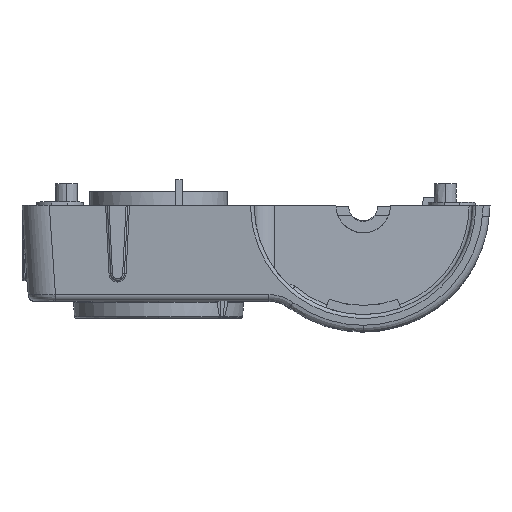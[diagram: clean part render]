
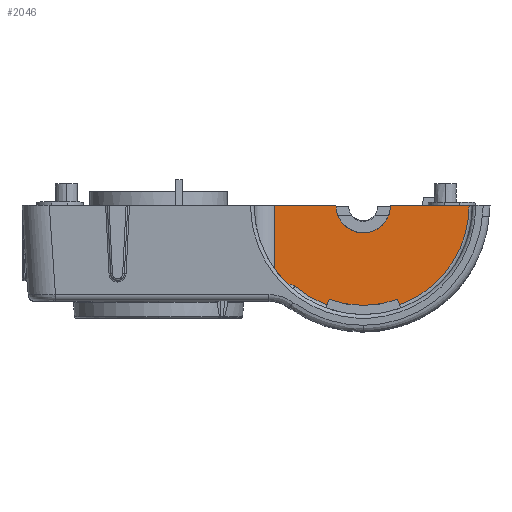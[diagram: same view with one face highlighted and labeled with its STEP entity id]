
A CAD part, top view. The second image highlights one B-rep face of the part: STEP entity #2046.
In plain terms, the highlighted planar face has unit normal (0, 0.009, 1).
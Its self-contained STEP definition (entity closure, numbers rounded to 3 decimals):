
#87 = DIRECTION ( 'NONE',  ( 1., 0., 0. ) ) ;
#102 = CARTESIAN_POINT ( 'NONE',  ( 0., -2.5, 7.5 ) ) ;
#963 = ORIENTED_EDGE ( 'NONE', *, *, #2965, .T. ) ;
#1351 = CARTESIAN_POINT ( 'NONE',  ( 20., -2.5, 7.5 ) ) ;
#1398 = CARTESIAN_POINT ( 'NONE',  ( 12., -2.5, 7.5 ) ) ;
#1431 = CARTESIAN_POINT ( 'NONE',  ( 12., -10.5, 7.57 ) ) ;
#1436 = CARTESIAN_POINT ( 'NONE',  ( 20., -10.5, 7.57 ) ) ;
#2037 = CARTESIAN_POINT ( 'NONE',  ( 31.5, -2.5, 7.5 ) ) ;
#2042 = CARTESIAN_POINT ( 'NONE',  ( 31.502, -11.113, 7.575 ) ) ;
#2046 = ADVANCED_FACE ( 'NONE', ( #9226 ), #2923, .T. ) ;
#2061 = CARTESIAN_POINT ( 'NONE',  ( 25.618, -17.402, 7.63 ) ) ;
#2131 = DIRECTION ( 'NONE',  ( 1., 0., 0. ) ) ;
#2197 = CARTESIAN_POINT ( 'NONE',  ( 0., -2.5, 7.5 ) ) ;
#2388 = CARTESIAN_POINT ( 'NONE',  ( 17.024, -17.971, 7.635 ) ) ;
#2425 = CARTESIAN_POINT ( 'NONE',  ( 14.976, -17.971, 7.635 ) ) ;
#2528 = CARTESIAN_POINT ( 'NONE',  ( 16.708, -16.59, 7.623 ) ) ;
#2685 = CARTESIAN_POINT ( 'NONE',  ( 15.292, -16.59, 7.623 ) ) ;
#2847 = DIRECTION ( 'NONE',  ( 0., -1., 0.009 ) ) ;
#2854 = DIRECTION ( 'NONE',  ( 0., 0.009, 1. ) ) ;
#2874 = EDGE_CURVE ( 'NONE', #3951, #17727, #3081, .T. ) ;
#2901 = EDGE_CURVE ( 'NONE', #17727, #7756, #8423, .T. ) ;
#2905 = EDGE_CURVE ( 'NONE', #5945, #7756, #4591, .T. ) ;
#2923 = PLANE ( 'NONE',  #4862 ) ;
#2930 = EDGE_CURVE ( 'NONE', #3605, #5945, #14027, .T. ) ;
#2935 = EDGE_CURVE ( 'NONE', #11096, #3605, #4279, .T. ) ;
#2965 = EDGE_CURVE ( 'NONE', #11096, #3757, #4105, .T. ) ;
#3017 = EDGE_CURVE ( 'NONE', #3757, #10323, #3456, .T. ) ;
#3039 = EDGE_CURVE ( 'NONE', #10323, #7543, #8571, .T. ) ;
#3040 = CARTESIAN_POINT ( 'NONE',  ( 0., -2.5, 7.5 ) ) ;
#3047 = EDGE_CURVE ( 'NONE', #7543, #3951, #5899, .T. ) ;
#3081 =( BOUNDED_CURVE ( )  B_SPLINE_CURVE ( 3, ( #2425, #2685, #2528, #2388 ),
 .UNSPECIFIED., .F., .F. ) 
 B_SPLINE_CURVE_WITH_KNOTS ( ( 4, 4 ),
 ( 1.795, 4.488 ),
 .UNSPECIFIED. ) 
 CURVE ( )  GEOMETRIC_REPRESENTATION_ITEM ( )  RATIONAL_B_SPLINE_CURVE ( ( 1., 0.482, 0.482, 1. ) ) 
 REPRESENTATION_ITEM ( '' )  );
#3456 = LINE ( 'NONE', #11428, #3512 ) ;
#3512 = VECTOR ( 'NONE', #11580, 1000. ) ;
#3605 = VERTEX_POINT ( 'NONE', #11250 ) ;
#3757 = VERTEX_POINT ( 'NONE', #16966 ) ;
#3951 = VERTEX_POINT ( 'NONE', #4821 ) ;
#4010 = CARTESIAN_POINT ( 'NONE',  ( 11.651, -17.75, 7.633 ) ) ;
#4093 = CARTESIAN_POINT ( 'NONE',  ( 14.976, -17.971, 7.635 ) ) ;
#4105 = LINE ( 'NONE', #16580, #4143 ) ;
#4143 = VECTOR ( 'NONE', #16264, 1000. ) ;
#4157 = ORIENTED_EDGE ( 'NONE', *, *, #2935, .F. ) ;
#4279 = LINE ( 'NONE', #102, #4379 ) ;
#4331 = CARTESIAN_POINT ( 'NONE',  ( 8.56, -16.505, 7.622 ) ) ;
#4379 = VECTOR ( 'NONE', #87, 1000. ) ;
#4560 = VECTOR ( 'NONE', #2131, 1000. ) ;
#4591 = LINE ( 'NONE', #2197, #4560 ) ;
#4821 = CARTESIAN_POINT ( 'NONE',  ( 14.976, -17.971, 7.635 ) ) ;
#4862 = AXIS2_PLACEMENT_3D ( 'NONE', #3040, #2854, #2847 ) ;
#5899 =( BOUNDED_CURVE ( )  B_SPLINE_CURVE ( 3, ( #7445, #4331, #4010, #4093 ),
 .UNSPECIFIED., .F., .T. ) 
 B_SPLINE_CURVE_WITH_KNOTS ( ( 4, 4 ),
 ( 5.583, 6.217 ),
 .UNSPECIFIED. ) 
 CURVE ( )  GEOMETRIC_REPRESENTATION_ITEM ( )  RATIONAL_B_SPLINE_CURVE ( ( 1., 0.967, 0.967, 1. ) ) 
 REPRESENTATION_ITEM ( '' )  );
#5945 = VERTEX_POINT ( 'NONE', #16589 ) ;
#6031 = ORIENTED_EDGE ( 'NONE', *, *, #2901, .T. ) ;
#7445 = CARTESIAN_POINT ( 'NONE',  ( 6.012, -14.357, 7.603 ) ) ;
#7493 = ORIENTED_EDGE ( 'NONE', *, *, #2930, .F. ) ;
#7508 = ORIENTED_EDGE ( 'NONE', *, *, #2874, .T. ) ;
#7543 = VERTEX_POINT ( 'NONE', #11820 ) ;
#7756 = VERTEX_POINT ( 'NONE', #10507 ) ;
#7783 = CARTESIAN_POINT ( 'NONE',  ( 5.046, -14.004, 7.6 ) ) ;
#7902 = ORIENTED_EDGE ( 'NONE', *, *, #2905, .F. ) ;
#8423 =( BOUNDED_CURVE ( )  B_SPLINE_CURVE ( 3, ( #14936, #2061, #2042, #2037 ),
 .UNSPECIFIED., .F., .F. ) 
 B_SPLINE_CURVE_WITH_KNOTS ( ( 4, 4 ),
 ( 0.066, 1.571 ),
 .UNSPECIFIED. ) 
 CURVE ( )  GEOMETRIC_REPRESENTATION_ITEM ( )  RATIONAL_B_SPLINE_CURVE ( ( 1., 0.82, 0.82, 1. ) ) 
 REPRESENTATION_ITEM ( '' )  );
#8452 = CARTESIAN_POINT ( 'NONE',  ( 6.012, -14.357, 7.603 ) ) ;
#8571 =( BOUNDED_CURVE ( )  B_SPLINE_CURVE ( 3, ( #8866, #8904, #9080, #8452 ),
 .UNSPECIFIED., .F., .F. ) 
 B_SPLINE_CURVE_WITH_KNOTS ( ( 4, 4 ),
 ( 3.142, 3.842 ),
 .UNSPECIFIED. ) 
 CURVE ( )  GEOMETRIC_REPRESENTATION_ITEM ( )  RATIONAL_B_SPLINE_CURVE ( ( 1., 0.96, 0.96, 1. ) ) 
 REPRESENTATION_ITEM ( '' )  );
#8866 = CARTESIAN_POINT ( 'NONE',  ( 5.046, -14.004, 7.6 ) ) ;
#8904 = CARTESIAN_POINT ( 'NONE',  ( 5.403, -14.004, 7.6 ) ) ;
#9080 = CARTESIAN_POINT ( 'NONE',  ( 5.739, -14.127, 7.601 ) ) ;
#9226 = FACE_OUTER_BOUND ( 'NONE', #10655, .T. ) ;
#10323 = VERTEX_POINT ( 'NONE', #7783 ) ;
#10507 = CARTESIAN_POINT ( 'NONE',  ( 31.5, -2.5, 7.5 ) ) ;
#10655 = EDGE_LOOP ( 'NONE', ( #7508, #6031, #7902, #7493, #4157, #963, #17774, #17336, #17004 ) ) ;
#11096 = VERTEX_POINT ( 'NONE', #14216 ) ;
#11250 = CARTESIAN_POINT ( 'NONE',  ( 12., -2.5, 7.5 ) ) ;
#11428 = CARTESIAN_POINT ( 'NONE',  ( 0., -14.004, 7.6 ) ) ;
#11580 = DIRECTION ( 'NONE',  ( 1., 0., 0. ) ) ;
#11820 = CARTESIAN_POINT ( 'NONE',  ( 6.012, -14.357, 7.603 ) ) ;
#14027 =( BOUNDED_CURVE ( )  B_SPLINE_CURVE ( 3, ( #1398, #1431, #1436, #1351 ),
 .UNSPECIFIED., .F., .F. ) 
 B_SPLINE_CURVE_WITH_KNOTS ( ( 4, 4 ),
 ( 1.571, 4.712 ),
 .UNSPECIFIED. ) 
 CURVE ( )  GEOMETRIC_REPRESENTATION_ITEM ( )  RATIONAL_B_SPLINE_CURVE ( ( 1., 0.333, 0.333, 1. ) ) 
 REPRESENTATION_ITEM ( '' )  );
#14216 = CARTESIAN_POINT ( 'NONE',  ( 3., -2.5, 7.5 ) ) ;
#14936 = CARTESIAN_POINT ( 'NONE',  ( 17.024, -17.971, 7.635 ) ) ;
#14975 = CARTESIAN_POINT ( 'NONE',  ( 17.024, -17.971, 7.635 ) ) ;
#16264 = DIRECTION ( 'NONE',  ( 0., -1., 0.009 ) ) ;
#16580 = CARTESIAN_POINT ( 'NONE',  ( 3., -14.5, 7.605 ) ) ;
#16589 = CARTESIAN_POINT ( 'NONE',  ( 20., -2.5, 7.5 ) ) ;
#16966 = CARTESIAN_POINT ( 'NONE',  ( 3., -14.004, 7.6 ) ) ;
#17004 = ORIENTED_EDGE ( 'NONE', *, *, #3047, .T. ) ;
#17336 = ORIENTED_EDGE ( 'NONE', *, *, #3039, .T. ) ;
#17727 = VERTEX_POINT ( 'NONE', #14975 ) ;
#17774 = ORIENTED_EDGE ( 'NONE', *, *, #3017, .T. ) ;
